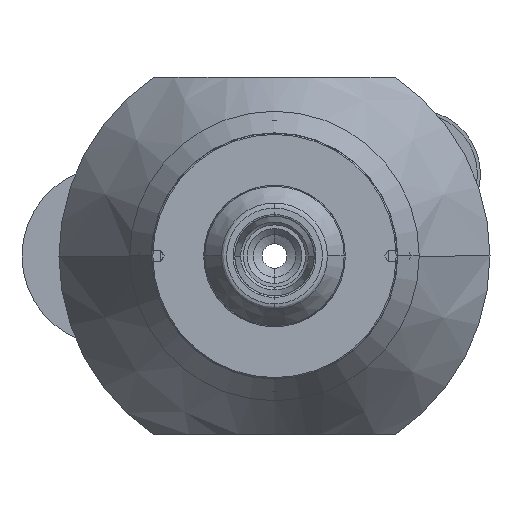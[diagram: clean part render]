
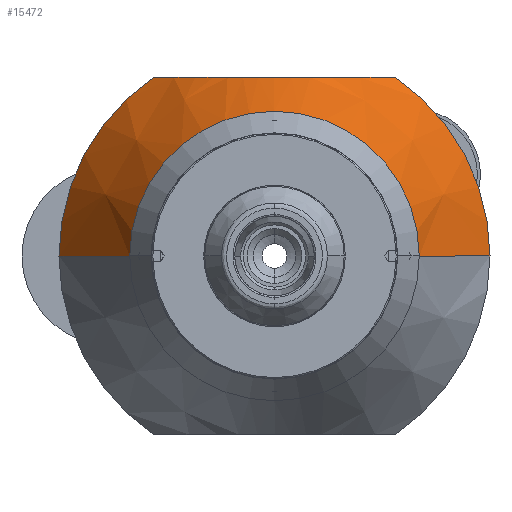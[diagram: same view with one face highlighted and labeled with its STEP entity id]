
A CAD part, left-side view. The second image highlights one B-rep face of the part: STEP entity #15472.
In plain terms, the highlighted conical face has half-angle 30 degrees and reference radius 35 mm.
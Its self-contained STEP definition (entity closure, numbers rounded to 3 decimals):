
#312 = LINE ( 'NONE', #37078, #44700 ) ;
#622 = CARTESIAN_POINT ( 'NONE',  ( 19.647, -0.001, 29. ) ) ;
#785 = CARTESIAN_POINT ( 'NONE',  ( 25.148, 13.894, 29. ) ) ;
#1662 = EDGE_CURVE ( 'NONE', #33387, #42806, #24369, .T. ) ;
#1944 = DIRECTION ( 'NONE',  ( 0., 1., 0. ) ) ;
#2125 = DIRECTION ( 'NONE',  ( -1., 0., 0. ) ) ;
#2297 = CARTESIAN_POINT ( 'NONE',  ( 30.119, 0., 0. ) ) ;
#2556 = ORIENTED_EDGE ( 'NONE', *, *, #1662, .T. ) ;
#3646 = CARTESIAN_POINT ( 'NONE',  ( 30.119, -35., 0. ) ) ;
#4509 = CARTESIAN_POINT ( 'NONE',  ( 28.797, -18.233, 29. ) ) ;
#4683 = CARTESIAN_POINT ( 'NONE',  ( 25.153, -13.9, 29. ) ) ;
#4866 = CARTESIAN_POINT ( 'NONE',  ( 20.043, 3.294, 29. ) ) ;
#5054 = CARTESIAN_POINT ( 'NONE',  ( 28.796, 18.232, 29. ) ) ;
#5386 = CARTESIAN_POINT ( 'NONE',  ( 10.2, 23.5, 0. ) ) ;
#6734 = ORIENTED_EDGE ( 'NONE', *, *, #20647, .T. ) ;
#6979 = VERTEX_POINT ( 'NONE', #5386 ) ;
#8903 = CARTESIAN_POINT ( 'NONE',  ( 22.577, -9.937, 29. ) ) ;
#9103 = CARTESIAN_POINT ( 'NONE',  ( 20.372, 4.687, 29. ) ) ;
#9817 = CARTESIAN_POINT ( 'NONE',  ( 30.119, 0., 0. ) ) ;
#10960 = B_SPLINE_CURVE_WITH_KNOTS ( 'NONE', 3,
 ( #37854, #4509, #29706, #4683, #33897, #8903, #38024, #13156, #42217, #17352, #46385, #21628, #50572, #25759, #622, #29904, #4866, #34068, #9103, #38218, #13332, #42390, #17548, #46570, #21799, #50760, #25944, #785, #30079, #5054, #34230 ),
 .UNSPECIFIED., .F., .F.,
 ( 4, 2, 2, 2, 2, 2, 2, 1, 2, 2, 2, 2, 2, 2, 2, 4 ),
 ( 0., 0.006, 0.011, 0.014, 0.017, 0.018, 0.02, 0.023, 0.025, 0.027, 0.028, 0.031, 0.033, 0.034, 0.04, 0.045 ),
 .UNSPECIFIED. ) ;
#11066 = AXIS2_PLACEMENT_3D ( 'NONE', #9817, #21584, #38930 ) ;
#11514 = CIRCLE ( 'NONE', #11750, 35. ) ;
#11750 = AXIS2_PLACEMENT_3D ( 'NONE', #39458, #14586, #43672 ) ;
#13156 = CARTESIAN_POINT ( 'NONE',  ( 21.305, -7.375, 29. ) ) ;
#13332 = CARTESIAN_POINT ( 'NONE',  ( 20.946, 6.49, 29. ) ) ;
#14586 = DIRECTION ( 'NONE',  ( -1., 0., 0. ) ) ;
#15472 = ADVANCED_FACE ( 'NONE', ( #15871 ), #32797, .T. ) ;
#15725 = VERTEX_POINT ( 'NONE', #3646 ) ;
#15871 = FACE_OUTER_BOUND ( 'NONE', #17331, .T. ) ;
#16736 = DIRECTION ( 'NONE',  ( 0.866, -0.5, 0. ) ) ;
#17147 = ORIENTED_EDGE ( 'NONE', *, *, #27455, .T. ) ;
#17331 = EDGE_LOOP ( 'NONE', ( #17147, #6734, #41605, #45712, #2556, #27842 ) ) ;
#17352 = CARTESIAN_POINT ( 'NONE',  ( 20.506, -5.147, 29. ) ) ;
#17548 = CARTESIAN_POINT ( 'NONE',  ( 21.908, 8.65, 29. ) ) ;
#17989 = AXIS2_PLACEMENT_3D ( 'NONE', #2297, #2125, #1944 ) ;
#18620 = VERTEX_POINT ( 'NONE', #32917 ) ;
#18888 = CARTESIAN_POINT ( 'NONE',  ( 30.119, 19.596, 29. ) ) ;
#20647 = EDGE_CURVE ( 'NONE', #18620, #15725, #312, .T. ) ;
#20925 = CARTESIAN_POINT ( 'NONE',  ( 10.2, 0., 0. ) ) ;
#21584 = DIRECTION ( 'NONE',  ( 1., 0., 0. ) ) ;
#21628 = CARTESIAN_POINT ( 'NONE',  ( 20.142, -3.768, 29. ) ) ;
#21799 = CARTESIAN_POINT ( 'NONE',  ( 22.575, 9.912, 29. ) ) ;
#23689 = EDGE_CURVE ( 'NONE', #6979, #42806, #39609, .T. ) ;
#24369 = CIRCLE ( 'NONE', #17989, 35. ) ;
#25078 = DIRECTION ( 'NONE',  ( 0., 1., 0. ) ) ;
#25759 = CARTESIAN_POINT ( 'NONE',  ( 19.806, -1.885, 29. ) ) ;
#25944 = CARTESIAN_POINT ( 'NONE',  ( 24.037, 12.365, 29. ) ) ;
#27338 = VECTOR ( 'NONE', #44069, 1000. ) ;
#27455 = EDGE_CURVE ( 'NONE', #6979, #18620, #44399, .T. ) ;
#27842 = ORIENTED_EDGE ( 'NONE', *, *, #23689, .F. ) ;
#28548 = CARTESIAN_POINT ( 'NONE',  ( 30.119, 35., 0. ) ) ;
#29706 = CARTESIAN_POINT ( 'NONE',  ( 27.529, -16.83, 29. ) ) ;
#29904 = CARTESIAN_POINT ( 'NONE',  ( 19.806, 1.882, 29. ) ) ;
#30079 = CARTESIAN_POINT ( 'NONE',  ( 27.527, 16.828, 29. ) ) ;
#32797 = CONICAL_SURFACE ( 'NONE', #11066, 35., 0.524 ) ;
#32917 = CARTESIAN_POINT ( 'NONE',  ( 10.2, -23.5, 0. ) ) ;
#33387 = VERTEX_POINT ( 'NONE', #18888 ) ;
#33897 = CARTESIAN_POINT ( 'NONE',  ( 24.044, -12.375, 29. ) ) ;
#34068 = CARTESIAN_POINT ( 'NONE',  ( 20.141, 3.764, 29. ) ) ;
#34230 = CARTESIAN_POINT ( 'NONE',  ( 30.119, 19.596, 29. ) ) ;
#35871 = VERTEX_POINT ( 'NONE', #38057 ) ;
#36837 = EDGE_CURVE ( 'NONE', #15725, #35871, #11514, .T. ) ;
#37078 = CARTESIAN_POINT ( 'NONE',  ( 30.119, -35., 0. ) ) ;
#37854 = CARTESIAN_POINT ( 'NONE',  ( 30.119, -19.596, 29. ) ) ;
#38024 = CARTESIAN_POINT ( 'NONE',  ( 22.119, -9.094, 29. ) ) ;
#38057 = CARTESIAN_POINT ( 'NONE',  ( 30.119, -19.596, 29. ) ) ;
#38218 = CARTESIAN_POINT ( 'NONE',  ( 20.504, 5.143, 29. ) ) ;
#38930 = DIRECTION ( 'NONE',  ( 0., 1., 0. ) ) ;
#39458 = CARTESIAN_POINT ( 'NONE',  ( 30.119, 0., 0. ) ) ;
#39609 = LINE ( 'NONE', #39886, #27338 ) ;
#39886 = CARTESIAN_POINT ( 'NONE',  ( 30.119, 35., 0. ) ) ;
#41605 = ORIENTED_EDGE ( 'NONE', *, *, #36837, .T. ) ;
#42217 = CARTESIAN_POINT ( 'NONE',  ( 20.949, -6.497, 29. ) ) ;
#42390 = CARTESIAN_POINT ( 'NONE',  ( 21.302, 7.366, 29. ) ) ;
#42806 = VERTEX_POINT ( 'NONE', #28548 ) ;
#43672 = DIRECTION ( 'NONE',  ( 0., 1., 0. ) ) ;
#44069 = DIRECTION ( 'NONE',  ( 0.866, 0.5, 0. ) ) ;
#44399 = CIRCLE ( 'NONE', #51365, 23.5 ) ;
#44700 = VECTOR ( 'NONE', #16736, 1000. ) ;
#45712 = ORIENTED_EDGE ( 'NONE', *, *, #49076, .T. ) ;
#46385 = CARTESIAN_POINT ( 'NONE',  ( 20.373, -4.691, 29. ) ) ;
#46570 = CARTESIAN_POINT ( 'NONE',  ( 22.123, 9.074, 29. ) ) ;
#49076 = EDGE_CURVE ( 'NONE', #35871, #33387, #10960, .T. ) ;
#49866 = DIRECTION ( 'NONE',  ( 1., 0., 0. ) ) ;
#50572 = CARTESIAN_POINT ( 'NONE',  ( 20.043, -3.298, 29. ) ) ;
#50760 = CARTESIAN_POINT ( 'NONE',  ( 22.812, 10.327, 29. ) ) ;
#51365 = AXIS2_PLACEMENT_3D ( 'NONE', #20925, #49866, #25078 ) ;
